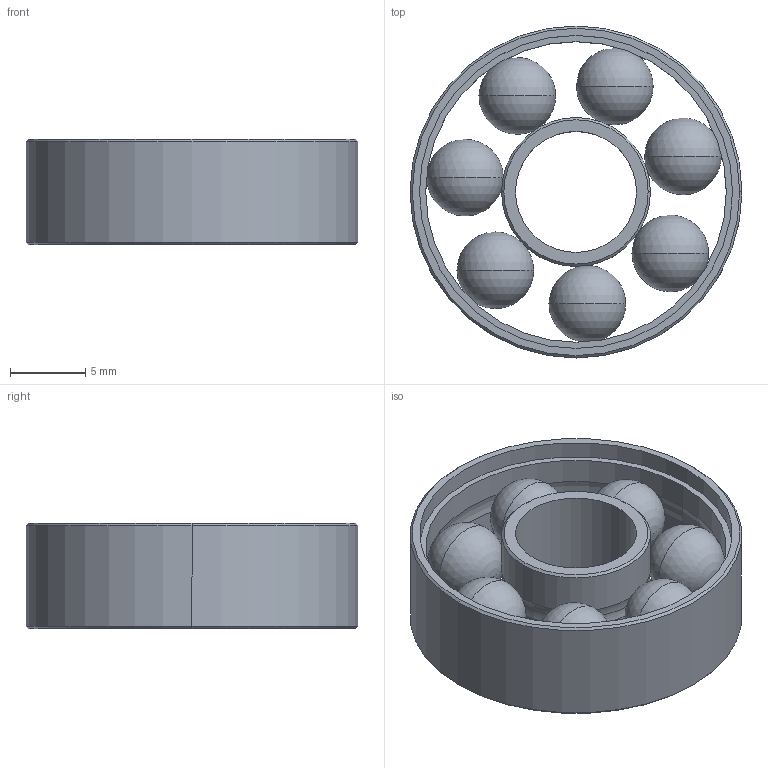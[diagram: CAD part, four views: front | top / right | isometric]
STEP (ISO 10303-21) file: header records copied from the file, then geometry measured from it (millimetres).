
FILE_DESCRIPTION (( 'STEP AP203' ), '1' );
FILE_NAME ('Leje2.step_Default_sldprt.STEP', '2020-10-26T08:41:29', ( '' ), ( '' ), 'SwSTEP 2.0', 'SolidWorks 2020', '' );
FILE_SCHEMA (( 'CONFIG_CONTROL_DESIGN' ));
Length unit declared in the file: millimetre
Products named in the file (1): Leje2.step_Default_sldprt
Bounding box: 22.08 x 22.08 x 7 mm (x, y, z)
Volume: 1080.7 mm3; surface area: 2071.1 mm2
Topology: 9 solids, 9 shells, 50 faces, 121 edges, 77 vertices
Faces by surface type: cylinder 16, sphere 14, cone 8, torus 6, plane 6
Entity records: 1289 total; most frequent: DIRECTION 250, CARTESIAN_POINT 193, ORIENTED_EDGE 172, AXIS2_PLACEMENT_3D 113, EDGE_CURVE 86, CIRCLE 62, VERTEX_POINT 56, EDGE_LOOP 56
